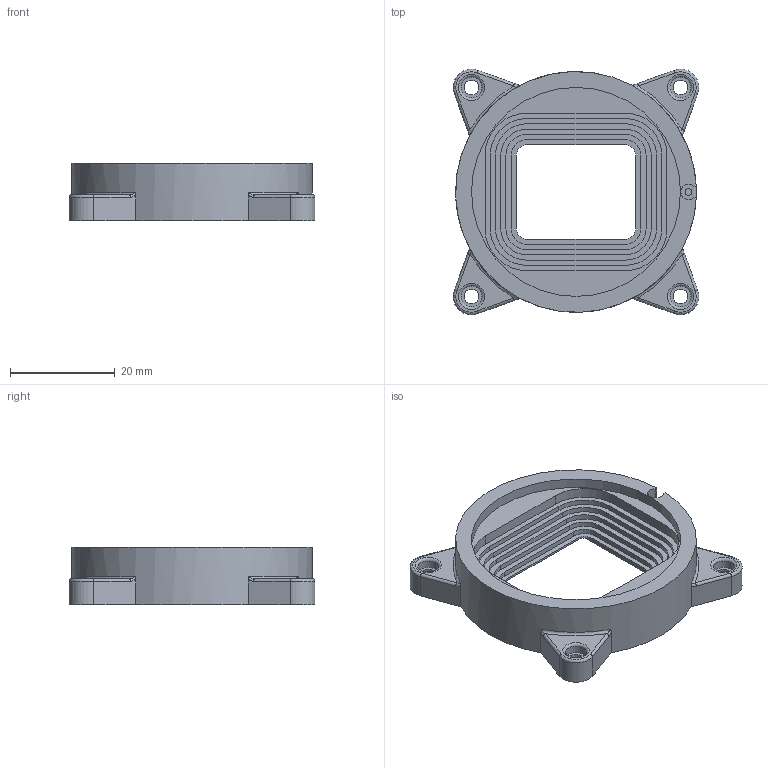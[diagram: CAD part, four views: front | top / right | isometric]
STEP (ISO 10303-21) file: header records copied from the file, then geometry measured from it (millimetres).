
FILE_DESCRIPTION(/* description */ (''),/* implementation_level */ '2;1');
FILE_NAME(/* name */ 'E Mount.stp',/* time_stamp */ '2015-09-08T16:16:05+02:00',/* author */ ('spichelh'),/* organization */ (''),/* preprocessor_version */ 'ST-DEVELOPER v15.6',/* originating_system */ 'Autodesk Inventor 2015',/* authorisation */ '');
FILE_SCHEMA (('AUTOMOTIVE_DESIGN { 1 0 10303 214 3 1 1 }'));
Length unit declared in the file: millimetre
Products named in the file (1): E Mount
Bounding box: 47 x 47 x 11 mm (x, y, z)
Volume: 10617 mm3; surface area: 6272.2 mm2
Topology: 1 solids, 1 shells, 134 faces, 336 edges, 217 vertices
Faces by surface type: plane 62, cylinder 52, torus 12, bspline 8
Full cylindrical faces by diameter (mm): 1.3 x1, 2.8 x4, 4 x4, 40 x1, 46.1 x1
Entity records: 4332 total; most frequent: CARTESIAN_POINT 1099, DIRECTION 674, ORIENTED_EDGE 640, EDGE_CURVE 320, AXIS2_PLACEMENT_3D 251, VERTEX_POINT 216, LINE 172, VECTOR 172
